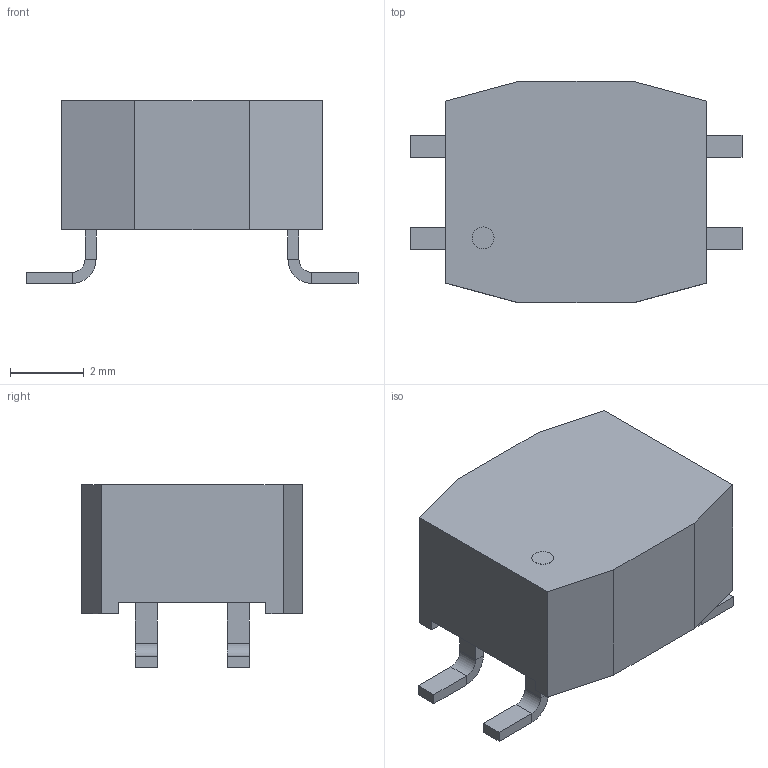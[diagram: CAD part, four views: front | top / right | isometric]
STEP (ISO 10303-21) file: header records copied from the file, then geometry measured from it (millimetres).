
FILE_DESCRIPTION (( 'STEP AP214' ), '1' );
FILE_NAME ('FILTER-SMD_4P-L7.1-W6.0-P2.50-LS9.0-BL.step', '2022-06-24T03:16:28', ( '' ), ( '' ), 'SwSTEP 2.0', 'SolidWorks 2020', '' );
FILE_SCHEMA (( 'AUTOMOTIVE_DESIGN' ));
Length unit declared in the file: millimetre
Products named in the file (1): FILTER-SMD_4P-L7.1-W6.0-P2.50-LS9.0-BL
Bounding box: 9 x 6.01 x 4.95 mm (x, y, z)
Volume: 103.9 mm3; surface area: 318.7 mm2
Topology: 1 solids, 1 shells, 664 faces, 1774 edges, 1144 vertices
Faces by surface type: plane 255, cylinder 217, bspline 112, torus 80
Entity records: 28947 total; most frequent: CARTESIAN_POINT 6367, ORIENTED_EDGE 3548, DIRECTION 2966, EDGE_CURVE 1774, VERTEX_POINT 1144, AXIS2_PLACEMENT_3D 1027, VECTOR 912, LINE 912
